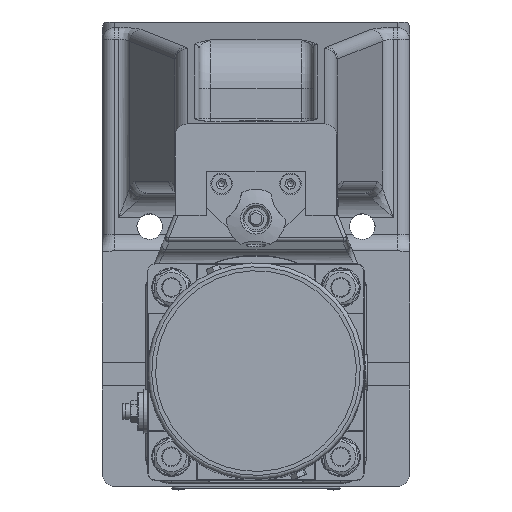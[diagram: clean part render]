
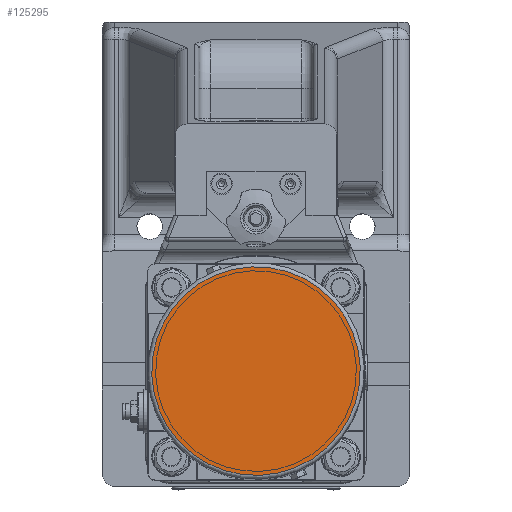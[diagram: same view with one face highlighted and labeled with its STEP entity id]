
A CAD part, top view. The second image highlights one B-rep face of the part: STEP entity #125295.
In plain terms, the highlighted planar face has unit normal (0, 0, 1).
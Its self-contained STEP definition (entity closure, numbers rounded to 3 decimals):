
#32969=PLANE('',#131897);
#38959=FACE_OUTER_BOUND('',#45723,.T.);
#45723=EDGE_LOOP('',(#95069));
#50915=CIRCLE('',#131896,53.);
#56190=VERTEX_POINT('',#182260);
#70361=EDGE_CURVE('',#56190,#56190,#50915,.T.);
#95069=ORIENTED_EDGE('',*,*,#70361,.F.);
#125295=ADVANCED_FACE('',(#38959),#32969,.F.);
#131896=AXIS2_PLACEMENT_3D('',#182261,#145762,#145763);
#131897=AXIS2_PLACEMENT_3D('',#182262,#145764,#145765);
#145762=DIRECTION('center_axis',(0.,0.,
-1.));
#145763=DIRECTION('ref_axis',(-0.924,-0.383,0.));
#145764=DIRECTION('center_axis',(0.,0.,
-1.));
#145765=DIRECTION('ref_axis',(-0.924,-0.383,0.));
#182260=CARTESIAN_POINT('',(48.966,6.282,666.));
#182261=CARTESIAN_POINT('Origin',(0.,-14.,
666.));
#182262=CARTESIAN_POINT('Origin',(0.,-14.,
666.));
